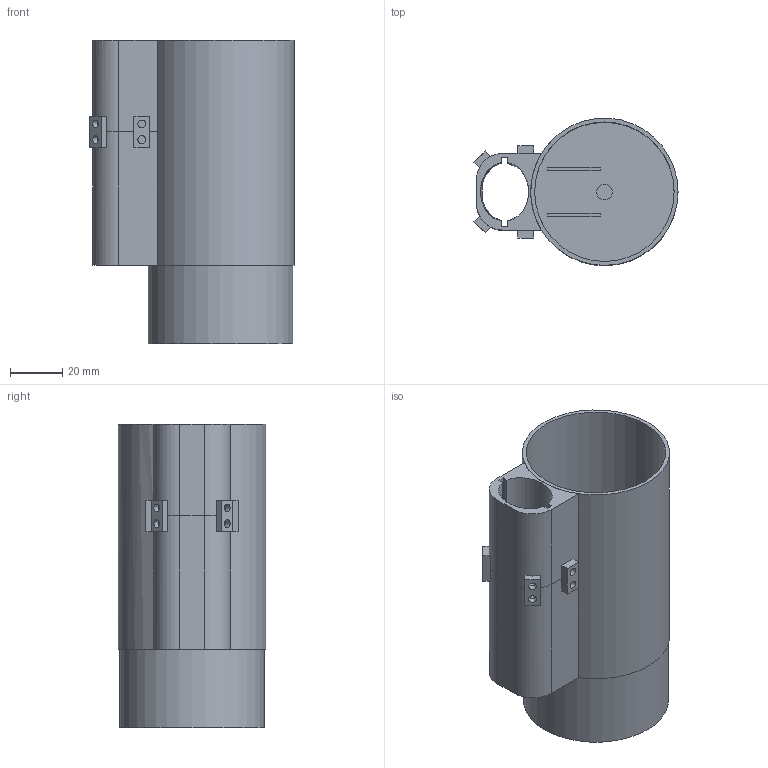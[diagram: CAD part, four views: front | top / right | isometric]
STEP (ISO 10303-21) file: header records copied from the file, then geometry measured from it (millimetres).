
FILE_DESCRIPTION(/* description */ ('STEP AP242','CAx-IF Rec.Pracs.---Representation and Presentation of Product Manufacturing Information (PMI)---4.0---2014-10-13','CAx-IF Rec.Pracs.---3D Tessellated Geometry---0.4---2014-09-14','2;1'),/* implementation_level */ '2;1');
FILE_NAME(/* name */ '66cd0910e456922c9dc8e979',/* time_stamp */ '2024-08-26T23:00:33Z',/* author */ (''),/* organization */ (''),/* preprocessor_version */ 'ST-DEVELOPER v20',/* originating_system */ ' ',/* authorisation */ ' ');
FILE_SCHEMA (('AP242_MANAGED_MODEL_BASED_3D_ENGINEERING_MIM_LF { 1 0 10303 442 1 1 4 }'));
Length unit declared in the file: metre
Products named in the file (6): Part 6; Part 5; Part 4; Part 3; Part 2; Part 1
Bounding box: 77.99 x 56.29 x 116 mm (x, y, z)
Volume: 66466.2 mm3; surface area: 58407.1 mm2
Topology: 6 solids, 6 shells, 98 faces, 236 edges, 159 vertices
Faces by surface type: plane 66, cylinder 28, bspline 4
Full cylindrical faces by diameter (mm): 3 x16, 6 x1, 52.3 x1, 53.3 x1, 55.3 x1, 56.3 x1
Entity records: 3033 total; most frequent: CARTESIAN_POINT 636, DIRECTION 452, ORIENTED_EDGE 416, EDGE_CURVE 208, EDGE_LOOP 158, FACE_BOUND 158, AXIS2_PLACEMENT_3D 156, VERTEX_POINT 152
